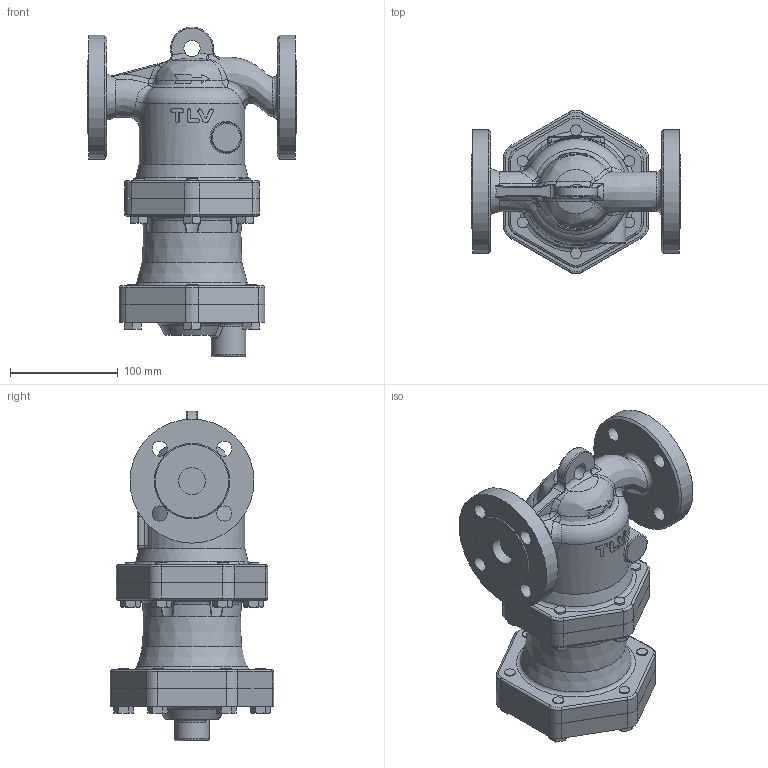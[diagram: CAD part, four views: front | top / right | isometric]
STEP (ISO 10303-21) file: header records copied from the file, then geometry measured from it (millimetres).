
FILE_DESCRIPTION(/* description */ (''),/* implementation_level */ '2;1');
FILE_NAME(/* name */ 'dc3s0-025-e0040-00.stp',/* time_stamp */ '2018-11-19T09:24:40+09:00',/* author */ ('nakaot'),/* organization */ (''),/* preprocessor_version */ 'ST-DEVELOPER v15.6',/* originating_system */ 'Autodesk Inventor 2015',/* authorisation */ '');
FILE_SCHEMA (('CONFIG_CONTROL_DESIGN'));
Length unit declared in the file: millimetre
Products named in the file (1): dc3s0-025-e0040-00
Bounding box: 194 x 152.01 x 305.94 mm (x, y, z)
Volume: 2669231.3 mm3; surface area: 228831.8 mm2
Topology: 1 solids, 1 shells, 575 faces, 1418 edges, 874 vertices
Faces by surface type: plane 206, bspline 139, cylinder 118, cone 56, torus 54, sphere 2
Full cylindrical faces by diameter (mm): 10 x18, 12 x6, 14 x8, 15 x1, 17.475 x1, 25 x2, 32 x1, 90 x1, 98 x1, 100 x1, 115 x2
Entity records: 28515 total; most frequent: CARTESIAN_POINT 16350, ORIENTED_EDGE 2650, DIRECTION 2196, EDGE_CURVE 1325, AXIS2_PLACEMENT_3D 900, VERTEX_POINT 852, EDGE_LOOP 717, FACE_OUTER_BOUND 575
